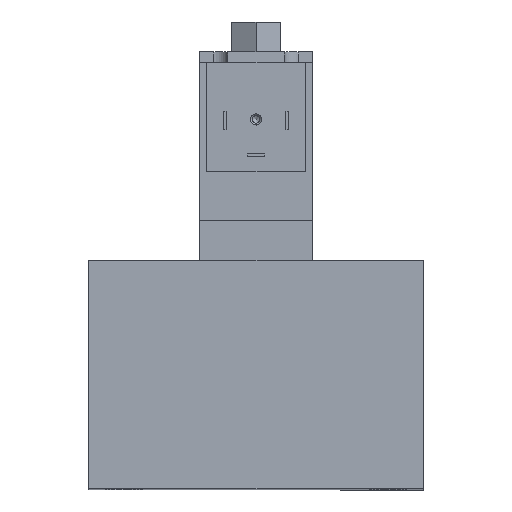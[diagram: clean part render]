
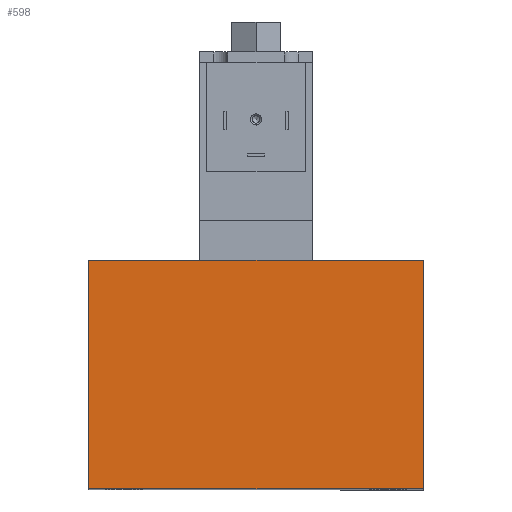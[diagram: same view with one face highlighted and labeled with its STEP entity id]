
A CAD part, top view. The second image highlights one B-rep face of the part: STEP entity #598.
In plain terms, the highlighted planar face has unit normal (0, 0, 1).
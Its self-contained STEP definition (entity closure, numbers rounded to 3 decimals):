
#468=CARTESIAN_POINT('',(47.5,-32.5,107.));
#469=VERTEX_POINT('',#468);
#470=CARTESIAN_POINT('',(-47.5,-32.5,107.));
#471=VERTEX_POINT('',#470);
#472=CARTESIAN_POINT('',(47.5,-32.5,107.));
#473=DIRECTION('',(-1.0,0.0,0.0));
#474=VECTOR('',#473,95.);
#475=LINE('',#472,#474);
#476=EDGE_CURVE('',#469,#471,#475,.T.);
#508=CARTESIAN_POINT('',(-47.5,32.5,107.));
#509=VERTEX_POINT('',#508);
#510=CARTESIAN_POINT('',(-47.5,-32.5,107.));
#511=DIRECTION('',(0.0,1.0,0.0));
#512=VECTOR('',#511,65.);
#513=LINE('',#510,#512);
#514=EDGE_CURVE('',#471,#509,#513,.T.);
#539=CARTESIAN_POINT('',(47.5,32.5,107.));
#540=VERTEX_POINT('',#539);
#541=CARTESIAN_POINT('',(-47.5,32.5,107.));
#542=DIRECTION('',(1.0,0.0,0.0));
#543=VECTOR('',#542,95.);
#544=LINE('',#541,#543);
#545=EDGE_CURVE('',#509,#540,#544,.T.);
#570=CARTESIAN_POINT('',(47.5,32.5,107.));
#571=DIRECTION('',(0.0,-1.0,0.0));
#572=VECTOR('',#571,65.);
#573=LINE('',#570,#572);
#574=EDGE_CURVE('',#540,#469,#573,.T.);
#587=CARTESIAN_POINT('',(0.,0.0,107.));
#588=DIRECTION('',(0.0,0.0,1.0));
#589=DIRECTION('',(1.0,0.0,0.0));
#590=AXIS2_PLACEMENT_3D('',#587,#588,#589);
#591=PLANE('',#590);
#592=ORIENTED_EDGE('',*,*,#476,.F.);
#593=ORIENTED_EDGE('',*,*,#574,.F.);
#594=ORIENTED_EDGE('',*,*,#545,.F.);
#595=ORIENTED_EDGE('',*,*,#514,.F.);
#596=EDGE_LOOP('',(#592,#593,#594,#595));
#597=FACE_OUTER_BOUND('',#596,.T.);
#598=ADVANCED_FACE('',(#597),#591,.T.);
